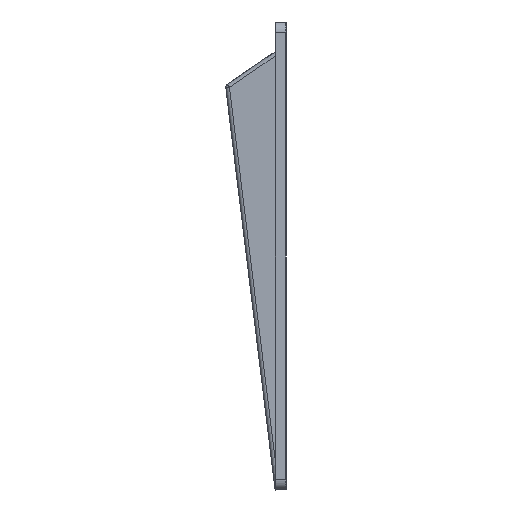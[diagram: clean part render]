
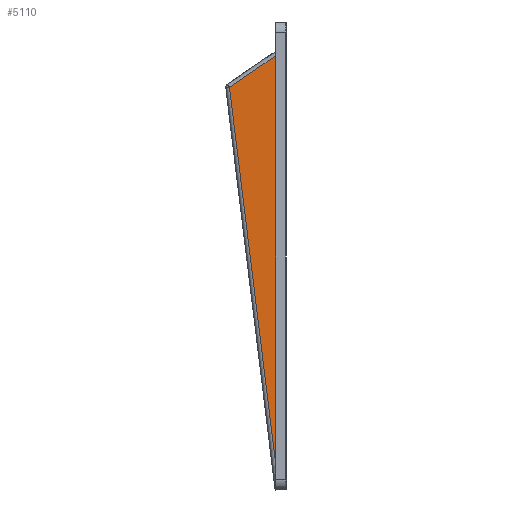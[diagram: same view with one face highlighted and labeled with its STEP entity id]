
A CAD part, left-side view. The second image highlights one B-rep face of the part: STEP entity #5110.
In plain terms, the highlighted planar face has unit normal (-1, 0, 0).
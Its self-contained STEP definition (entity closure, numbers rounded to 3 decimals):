
#456=LINE('',#7728,#920);
#528=LINE('',#8005,#992);
#529=LINE('',#8007,#993);
#920=VECTOR('',#6069,1000.);
#992=VECTOR('',#6253,1000.);
#993=VECTOR('',#6254,1000.);
#1569=ORIENTED_EDGE('',*,*,#2968,.T.);
#1570=ORIENTED_EDGE('',*,*,#3084,.T.);
#1571=ORIENTED_EDGE('',*,*,#3085,.T.);
#2968=EDGE_CURVE('',#3732,#3731,#456,.T.);
#3084=EDGE_CURVE('',#3731,#3846,#528,.T.);
#3085=EDGE_CURVE('',#3846,#3732,#529,.T.);
#3731=VERTEX_POINT('',#7727);
#3732=VERTEX_POINT('',#7729);
#3846=VERTEX_POINT('',#8006);
#4227=EDGE_LOOP('',(#1569,#1570,#1571));
#4602=FACE_BOUND('',#4227,.T.);
#4934=PLANE('',#5512);
#5110=ADVANCED_FACE('',(#4602),#4934,.T.);
#5512=AXIS2_PLACEMENT_3D('',#8004,#6251,#6252);
#6069=DIRECTION('',(0.,0.,1.));
#6251=DIRECTION('',(-1.,0.,0.));
#6252=DIRECTION('',(0.,-1.,0.));
#6253=DIRECTION('',(0.,0.825,-0.565));
#6254=DIRECTION('',(0.,-0.122,-0.993));
#7727=CARTESIAN_POINT('',(2.325,19.5,27.775));
#7728=CARTESIAN_POINT('',(2.325,19.5,28.987));
#7729=CARTESIAN_POINT('',(2.325,19.5,-81.169));
#8004=CARTESIAN_POINT('',(2.325,19.,-26.194));
#8005=CARTESIAN_POINT('',(2.325,32.341,18.98));
#8006=CARTESIAN_POINT('',(2.325,31.839,19.324));
#8007=CARTESIAN_POINT('',(2.325,18.507,-89.253));
